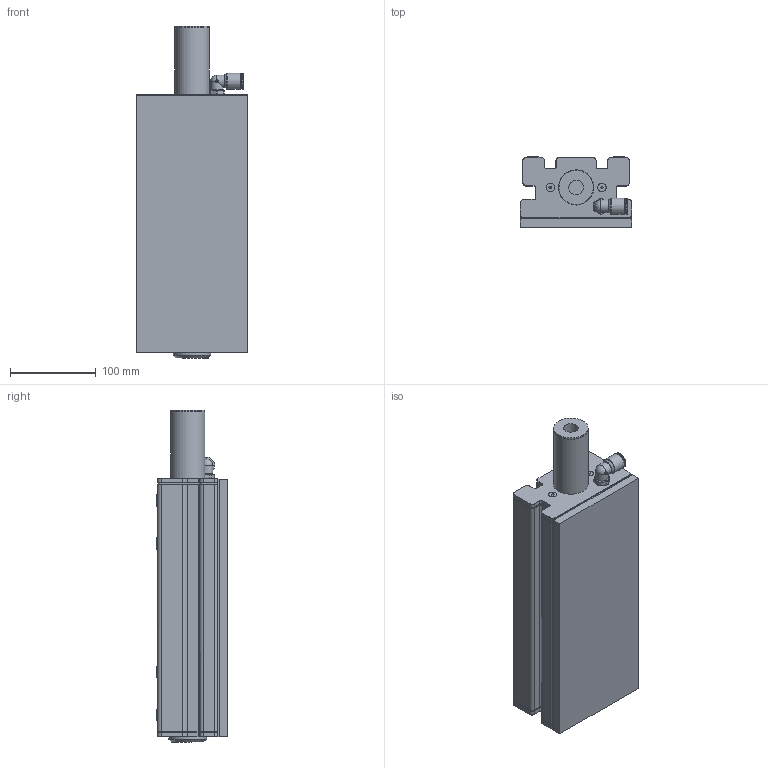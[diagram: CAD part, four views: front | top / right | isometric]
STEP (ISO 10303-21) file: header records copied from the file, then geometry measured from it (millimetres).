
FILE_DESCRIPTION(/* description */ (''),/* implementation_level */ '2;1');
FILE_NAME(/* name */ 'lvac0310Exxxx.stp',/* time_stamp */ '2023-03-10T09:49:04+01:00',/* author */ ('enginyeria2'),/* organization */ (''),/* preprocessor_version */ 'ST-DEVELOPER v17',/* originating_system */ 'Autodesk Inventor 2019',/* authorisation */ '');
FILE_SCHEMA (('AUTOMOTIVE_DESIGN { 1 0 10303 214 3 1 1 }'));
Length unit declared in the file: millimetre
Products named in the file (1): Pieza2
Bounding box: 130.25 x 83 x 387 mm (x, y, z)
Volume: 2926123.7 mm3; surface area: 206033.3 mm2
Topology: 1 solids, 24 shells, 592 faces, 1452 edges, 942 vertices
Faces by surface type: plane 322, cylinder 232, cone 22, torus 14, sphere 2
Full cylindrical faces by diameter (mm): 3.5 x1, 5 x4, 5.3 x4, 8.5 x2, 9 x10, 11 x8, 11.1 x8, 11.7 x1, 12 x2, 13.2 x1, 13.5 x8, 14.6 x2, 17 x1, 18 x1, 18.5 x1, 19 x1, 40 x2, 41 x1, 44 x1, 50 x1
Entity records: 18113 total; most frequent: CARTESIAN_POINT 3158, DIRECTION 3149, ORIENTED_EDGE 2890, EDGE_CURVE 1445, AXIS2_PLACEMENT_3D 1169, VERTEX_POINT 942, LINE 811, VECTOR 811
